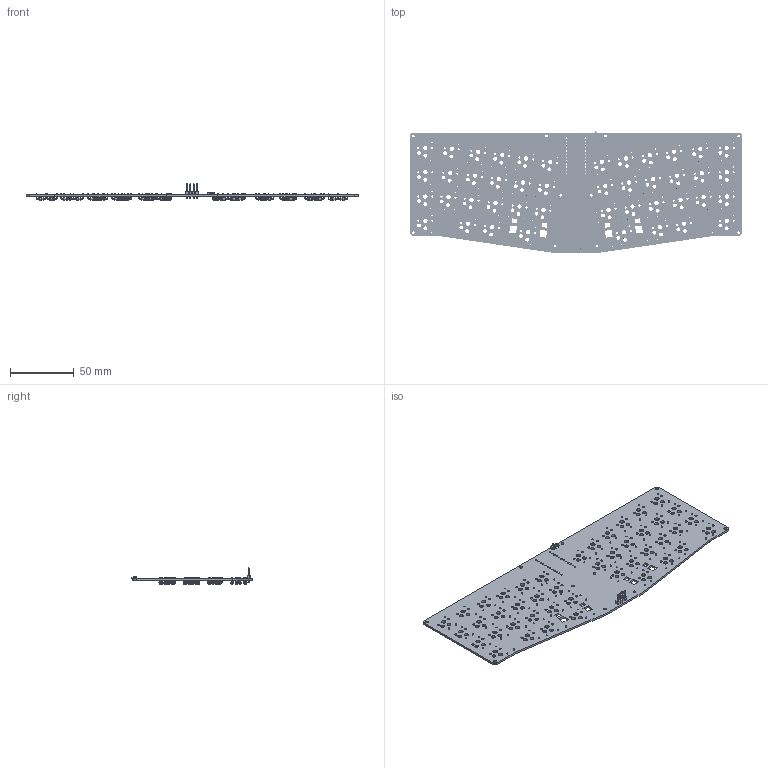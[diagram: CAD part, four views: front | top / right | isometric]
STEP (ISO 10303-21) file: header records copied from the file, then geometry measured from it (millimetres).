
FILE_DESCRIPTION(('KiCad electronic assembly'),'2;1');
FILE_NAME('babyvBle.step','2021-10-02T22:25:38',('Pcbnew'),('Kicad'), 'Open CASCADE STEP processor 6.9','KiCad to STEP converter','Unknown' );
FILE_SCHEMA(('AUTOMOTIVE_DESIGN { 1 0 10303 214 1 1 1 1 }'));
Length unit declared in the file: millimetre
Products named in the file (8): babyvBle 1; PinHeader_1x04_P2.54mm_Vertical; SOLID; SW_SPDT_PCM12; D_DO-35_SOD27_P7.62mm_Horizontal; COMPOUND
Assembly tree (50 placements, depth 3):
  babyvBle 1
    PinHeader_1x04_P2.54mm_Vertical
      SOLID
    SW_SPDT_PCM12
      SOLID
    D_DO-35_SOD27_P7.62mm_Horizontal  x44
      COMPOUND
    COMPOUND
Bounding box: 261 x 95.13 x 12.75 mm (x, y, z)
Volume: 34790.1 mm3; surface area: 50171.9 mm2
Topology: 91 solids, 91 shells, 1383 faces, 2954 edges, 1852 vertices
Faces by surface type: bspline 945, cylinder 396, plane 42
Full cylindrical faces by diameter (mm): 0.8 x88, 0.9 x2, 0.991 x44, 1 x4, 1.092 x24, 1.702 x88, 2.2 x10, 3 x88, 3.429 x44
Entity records: 49898 total; most frequent: CARTESIAN_POINT 10947, DIRECTION 5694, ORIENTED_EDGE 3844, PCURVE 3844, DEFINITIONAL_REPRESENTATION 3844, LINE 2340, VECTOR 2340, EDGE_CURVE 1922
